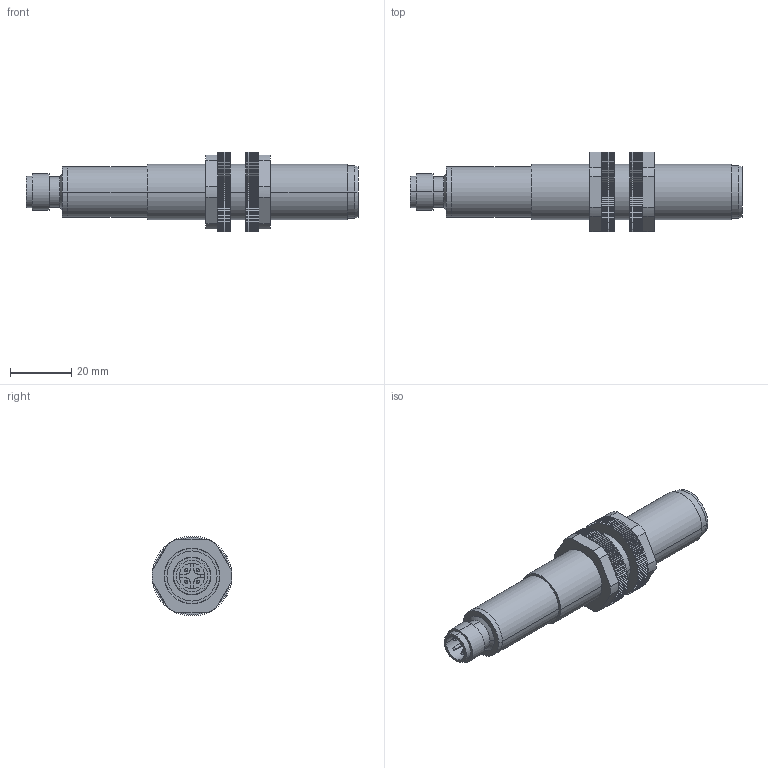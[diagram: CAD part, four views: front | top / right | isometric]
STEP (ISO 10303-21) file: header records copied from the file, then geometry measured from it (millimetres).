
FILE_DESCRIPTION (( 'STEP AP214' ), '1' );
FILE_NAME ('P49-50-M18-PNO-CM12.STEP', '2014-09-09T08:35:48', ( '' ), ( '' ), 'SwSTEP 2.0', 'SolidWorks 2014', '' );
FILE_SCHEMA (( 'AUTOMOTIVE_DESIGN' ));
Length unit declared in the file: millimetre
Products named in the file (5): P49_Rändelmutter_M18x1; P49_Stecker ohne LED`s; P49_Kappe_groß; P49_Sensorgehäuse_M18x1; P49-50-M18-PNO-CM12
Assembly tree (5 placements, depth 2):
  P49-50-M18-PNO-CM12
    P49_Sensorgehäuse_M18x1
    P49_Kappe_groß
    P49_Stecker ohne LED`s
    P49_Rändelmutter_M18x1  x2
Bounding box: 108 x 26 x 26 mm (x, y, z)
Volume: 15740.7 mm3; surface area: 16123.9 mm2
Topology: 6 solids, 6 shells, 1027 faces, 2889 edges, 1886 vertices
Faces by surface type: plane 733, cylinder 278, cone 12, sphere 4
Entity records: 19176 total; most frequent: CARTESIAN_POINT 3228, DIRECTION 3215, ORIENTED_EDGE 3194, EDGE_CURVE 1597, VECTOR 1153, LINE 1153, VERTEX_POINT 1044, AXIS2_PLACEMENT_3D 1031
